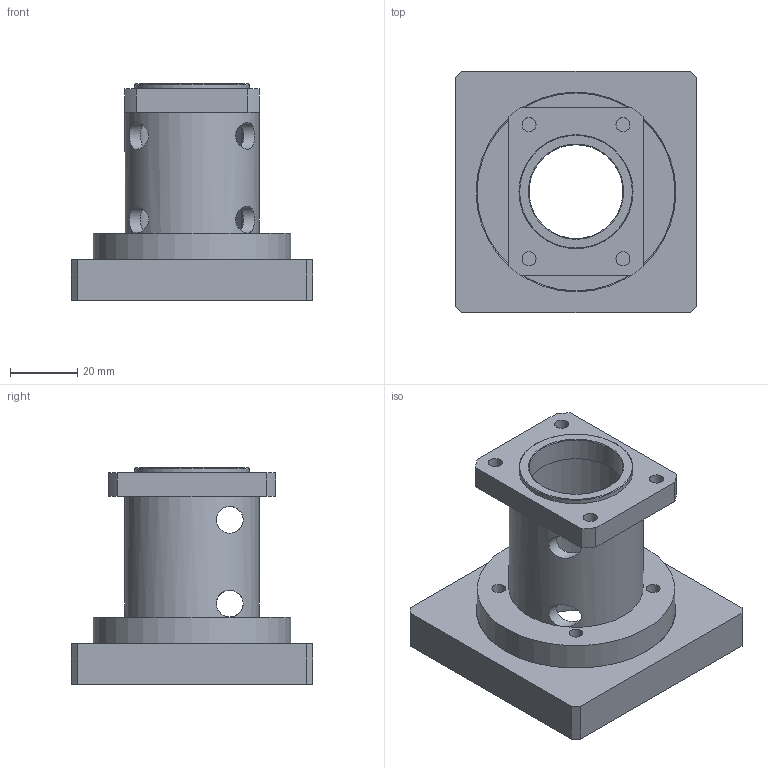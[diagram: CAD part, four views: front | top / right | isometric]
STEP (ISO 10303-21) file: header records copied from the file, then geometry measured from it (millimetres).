
FILE_DESCRIPTION(/* description */ (''),/* implementation_level */ '2;1');
FILE_NAME(/* name */ 'VK MTJ40 72 X 72 GESM14.stp',/* time_stamp */ '2015-08-18T07:23:09+01:00',/* author */ ('Hypex'),/* organization */ ('Hypex'),/* preprocessor_version */ 'ST-DEVELOPER v15.2',/* originating_system */ 'Autodesk Inventor 2014',/* authorisation */ '');
FILE_SCHEMA (('AUTOMOTIVE_DESIGN { 1 0 10303 214 3 1 1 }'));
Length unit declared in the file: millimetre
Products named in the file (1): VK MTJ40 72 X 72 GESM14
Bounding box: 72 x 72 x 64.5 mm (x, y, z)
Volume: 86187 mm3; surface area: 29199.7 mm2
Topology: 1 solids, 2 shells, 55 faces, 134 edges, 89 vertices
Faces by surface type: plane 26, cylinder 23, cone 6
Full cylindrical faces by diameter (mm): 4.134 x4, 4.2 x4, 8 x4, 28 x1, 34 x3, 40 x1, 59 x2
Entity records: 1787 total; most frequent: CARTESIAN_POINT 526, DIRECTION 246, ORIENTED_EDGE 192, EDGE_LOOP 106, AXIS2_PLACEMENT_3D 102, EDGE_CURVE 96, VERTEX_POINT 76, FACE_BOUND 58
